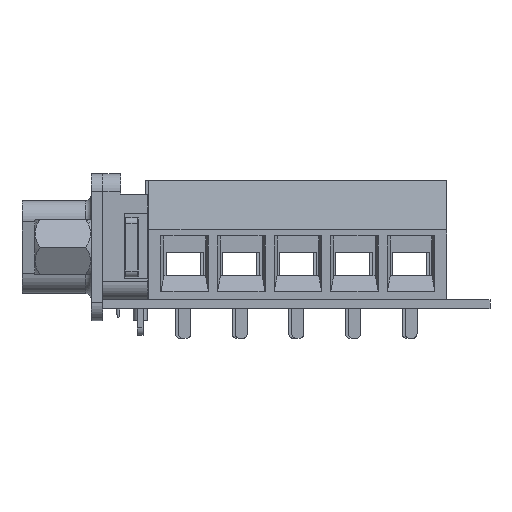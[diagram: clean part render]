
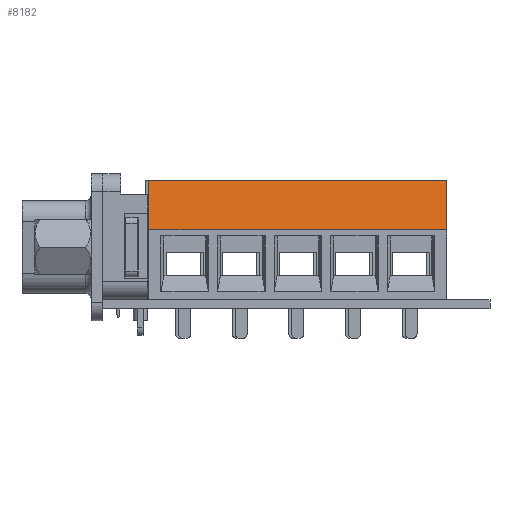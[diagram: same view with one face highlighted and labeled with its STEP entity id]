
A CAD part, front view. The second image highlights one B-rep face of the part: STEP entity #8182.
In plain terms, the highlighted face is planar.
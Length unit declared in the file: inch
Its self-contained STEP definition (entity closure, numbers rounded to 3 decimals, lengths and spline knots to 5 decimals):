
#4749 = CARTESIAN_POINT ( 'NONE',  ( -0.5, 0.2, -0.096 ) ) ;
#4750 = DIRECTION ( 'NONE',  ( -1., 0., 0. ) ) ;
#4751 = VECTOR ( 'NONE', #4750, 39.37008 ) ;
#4752 = CARTESIAN_POINT ( 'NONE',  ( 0.5, 0.2, -0.096 ) ) ;
#4753 = LINE ( 'NONE', #4752, #4751 ) ;
#4754 = CARTESIAN_POINT ( 'NONE',  ( 0.5, 0.2, -0.096 ) ) ;
#5889 = CARTESIAN_POINT ( 'NONE',  ( 0.5, 0.034, -0.124 ) ) ;
#5890 = DIRECTION ( 'NONE',  ( -1., 0., 0. ) ) ;
#5891 = VECTOR ( 'NONE', #5890, 39.37008 ) ;
#5892 = CARTESIAN_POINT ( 'NONE',  ( 0.5, 0.034, -0.124 ) ) ;
#5897 = LINE ( 'NONE', #5892, #5891 ) ;
#6178 = DIRECTION ( 'NONE',  ( 0., 0.986, 0.166 ) ) ;
#6179 = VECTOR ( 'NONE', #6178, 39.37008 ) ;
#6180 = CARTESIAN_POINT ( 'NONE',  ( 0.5, 0.034, -0.124 ) ) ;
#6181 = LINE ( 'NONE', #6180, #6179 ) ;
#6182 = DIRECTION ( 'NONE',  ( 0., 0.986, 0.166 ) ) ;
#6183 = VECTOR ( 'NONE', #6182, 39.37008 ) ;
#6184 = CARTESIAN_POINT ( 'NONE',  ( -0.5, 0.034, -0.124 ) ) ;
#6185 = LINE ( 'NONE', #6184, #6183 ) ;
#6195 = DIRECTION ( 'NONE',  ( 0., -0.986, -0.166 ) ) ;
#6196 = DIRECTION ( 'NONE',  ( 0., -0.166, 0.986 ) ) ;
#6197 = CARTESIAN_POINT ( 'NONE',  ( 0.5, 0.034, -0.124 ) ) ;
#6198 = AXIS2_PLACEMENT_3D ( 'NONE', #6197, #6196, #6195 ) ;
#6199 = PLANE ( 'NONE',  #6198 ) ;
#6200 = FACE_OUTER_BOUND ( 'NONE', #8183, .T. ) ;
#6201 = CARTESIAN_POINT ( 'NONE',  ( -0.5, 0.034, -0.124 ) ) ;
#7371 = VERTEX_POINT ( 'NONE', #4754 ) ;
#7373 = EDGE_CURVE ( 'NONE', #7371, #7374, #4753, .T. ) ;
#7374 = VERTEX_POINT ( 'NONE', #4749 ) ;
#7961 = EDGE_CURVE ( 'NONE', #7962, #8179, #5897, .T. ) ;
#7962 = VERTEX_POINT ( 'NONE', #5889 ) ;
#7963 = ORIENTED_EDGE ( 'NONE', *, *, #7961, .T. ) ;
#8148 = ORIENTED_EDGE ( 'NONE', *, *, #8149, .T. ) ;
#8149 = EDGE_CURVE ( 'NONE', #8179, #7374, #6185, .T. ) ;
#8150 = ORIENTED_EDGE ( 'NONE', *, *, #7373, .F. ) ;
#8151 = ORIENTED_EDGE ( 'NONE', *, *, #8152, .F. ) ;
#8152 = EDGE_CURVE ( 'NONE', #7962, #7371, #6181, .T. ) ;
#8179 = VERTEX_POINT ( 'NONE', #6201 ) ;
#8182 = ADVANCED_FACE ( 'NONE', ( #6200 ), #6199, .F. ) ;
#8183 = EDGE_LOOP ( 'NONE', ( #8148, #8150, #8151, #7963 ) ) ;
